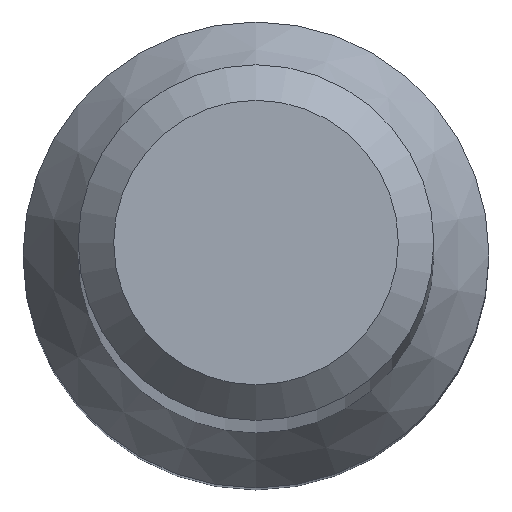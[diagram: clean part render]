
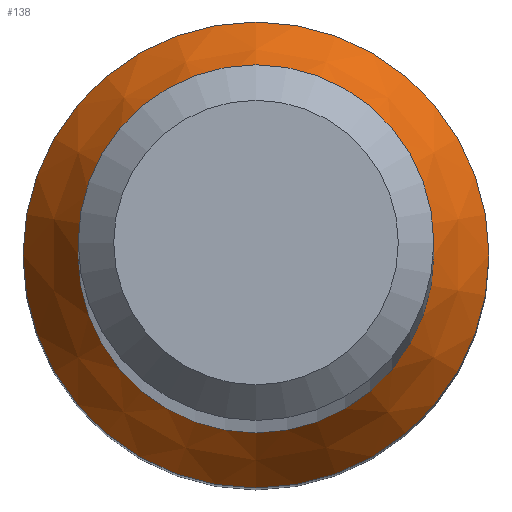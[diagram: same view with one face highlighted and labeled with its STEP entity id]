
A CAD part, top view. The second image highlights one B-rep face of the part: STEP entity #138.
In plain terms, the highlighted conical face has half-angle 30 degrees and reference radius 1.965 mm.
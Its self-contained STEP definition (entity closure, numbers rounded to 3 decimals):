
#5 = EDGE_CURVE ( 'NONE', #176, #176, #241, .T. ) ;
#8 = DIRECTION ( 'NONE',  ( 0., 0., -1. ) ) ;
#18 = EDGE_CURVE ( 'NONE', #200, #200, #32, .T. ) ;
#32 = CIRCLE ( 'NONE', #88, 1.5 ) ;
#40 = CONICAL_SURFACE ( 'NONE', #291, 1.965, 0.524 ) ;
#52 = CARTESIAN_POINT ( 'NONE',  ( 0., 0., 10.805 ) ) ;
#58 = CARTESIAN_POINT ( 'NONE',  ( 0., 0., 10. ) ) ;
#77 = EDGE_LOOP ( 'NONE', ( #249 ) ) ;
#79 = DIRECTION ( 'NONE',  ( 0., 1., 0. ) ) ;
#88 = AXIS2_PLACEMENT_3D ( 'NONE', #52, #8, #79 ) ;
#99 = FACE_BOUND ( 'NONE', #147, .T. ) ;
#101 = DIRECTION ( 'NONE',  ( 0., 0., -1. ) ) ;
#138 = ADVANCED_FACE ( 'NONE', ( #99, #187 ), #40, .T. ) ;
#147 = EDGE_LOOP ( 'NONE', ( #168 ) ) ;
#155 = CARTESIAN_POINT ( 'NONE',  ( 0., 1.965, 10. ) ) ;
#168 = ORIENTED_EDGE ( 'NONE', *, *, #18, .T. ) ;
#176 = VERTEX_POINT ( 'NONE', #155 ) ;
#187 = FACE_OUTER_BOUND ( 'NONE', #77, .T. ) ;
#198 = DIRECTION ( 'NONE',  ( 0., 0., -1. ) ) ;
#200 = VERTEX_POINT ( 'NONE', #245 ) ;
#207 = AXIS2_PLACEMENT_3D ( 'NONE', #58, #101, #210 ) ;
#210 = DIRECTION ( 'NONE',  ( 0., 1., 0. ) ) ;
#241 = CIRCLE ( 'NONE', #207, 1.965 ) ;
#245 = CARTESIAN_POINT ( 'NONE',  ( 0., 1.5, 10.805 ) ) ;
#249 = ORIENTED_EDGE ( 'NONE', *, *, #5, .F. ) ;
#283 = CARTESIAN_POINT ( 'NONE',  ( 0., 0., 10. ) ) ;
#291 = AXIS2_PLACEMENT_3D ( 'NONE', #283, #198, #294 ) ;
#294 = DIRECTION ( 'NONE',  ( 0., 1., 0. ) ) ;
